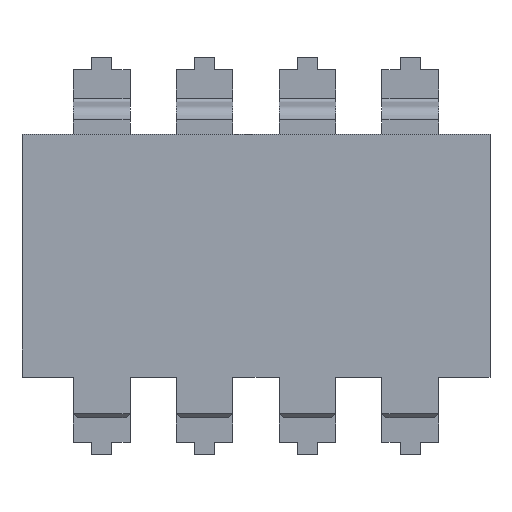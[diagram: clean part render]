
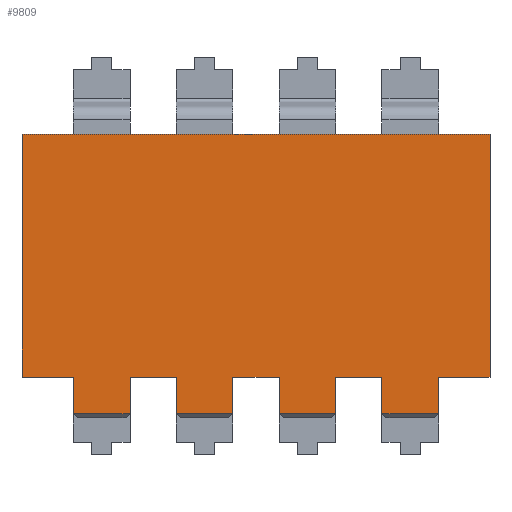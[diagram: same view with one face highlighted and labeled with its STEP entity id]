
A CAD part, top view. The second image highlights one B-rep face of the part: STEP entity #9809.
In plain terms, the highlighted planar face has unit normal (0, 0, 1).
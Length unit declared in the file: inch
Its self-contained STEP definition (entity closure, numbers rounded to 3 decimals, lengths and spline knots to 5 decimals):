
#160=CARTESIAN_POINT('',(0.17756,-0.11811,0.19685));
#161=VERTEX_POINT('',#160);
#170=CARTESIAN_POINT('',(0.17756,-0.15354,0.19685));
#171=VERTEX_POINT('',#170);
#172=CARTESIAN_POINT('',(0.17756,-0.15354,0.19685));
#173=DIRECTION('',(0.0,1.0,0.0));
#174=VECTOR('',#173,0.03543);
#175=LINE('',#172,#174);
#176=EDGE_CURVE('',#171,#161,#175,.T.);
#238=CARTESIAN_POINT('',(0.12244,-0.15354,0.19685));
#239=VERTEX_POINT('',#238);
#240=CARTESIAN_POINT('',(0.17756,-0.15354,0.19685));
#241=DIRECTION('',(-1.0,0.0,0.0));
#242=VECTOR('',#241,0.05512);
#243=LINE('',#240,#242);
#244=EDGE_CURVE('',#171,#239,#243,.T.);
#317=CARTESIAN_POINT('',(0.12244,-0.11811,0.19685));
#318=VERTEX_POINT('',#317);
#332=CARTESIAN_POINT('',(0.12244,-0.11811,0.19685));
#333=DIRECTION('',(0.0,-1.0,0.0));
#334=VECTOR('',#333,0.03543);
#335=LINE('',#332,#334);
#336=EDGE_CURVE('',#318,#239,#335,.T.);
#375=CARTESIAN_POINT('',(0.07756,-0.11811,0.19685));
#376=VERTEX_POINT('',#375);
#385=CARTESIAN_POINT('',(0.07756,-0.15354,0.19685));
#386=VERTEX_POINT('',#385);
#387=CARTESIAN_POINT('',(0.07756,-0.15354,0.19685));
#388=DIRECTION('',(0.0,1.0,0.0));
#389=VECTOR('',#388,0.03543);
#390=LINE('',#387,#389);
#391=EDGE_CURVE('',#386,#376,#390,.T.);
#453=CARTESIAN_POINT('',(0.02244,-0.15354,0.19685));
#454=VERTEX_POINT('',#453);
#455=CARTESIAN_POINT('',(0.07756,-0.15354,0.19685));
#456=DIRECTION('',(-1.0,0.0,0.0));
#457=VECTOR('',#456,0.05512);
#458=LINE('',#455,#457);
#459=EDGE_CURVE('',#386,#454,#458,.T.);
#532=CARTESIAN_POINT('',(0.02244,-0.11811,0.19685));
#533=VERTEX_POINT('',#532);
#547=CARTESIAN_POINT('',(0.02244,-0.11811,0.19685));
#548=DIRECTION('',(0.0,-1.0,0.0));
#549=VECTOR('',#548,0.03543);
#550=LINE('',#547,#549);
#551=EDGE_CURVE('',#533,#454,#550,.T.);
#590=CARTESIAN_POINT('',(-0.02244,-0.11811,0.19685));
#591=VERTEX_POINT('',#590);
#600=CARTESIAN_POINT('',(-0.02244,-0.15354,0.19685));
#601=VERTEX_POINT('',#600);
#602=CARTESIAN_POINT('',(-0.02244,-0.15354,0.19685));
#603=DIRECTION('',(0.0,1.0,0.0));
#604=VECTOR('',#603,0.03543);
#605=LINE('',#602,#604);
#606=EDGE_CURVE('',#601,#591,#605,.T.);
#668=CARTESIAN_POINT('',(-0.07756,-0.15354,0.19685));
#669=VERTEX_POINT('',#668);
#670=CARTESIAN_POINT('',(-0.02244,-0.15354,0.19685));
#671=DIRECTION('',(-1.0,0.0,0.0));
#672=VECTOR('',#671,0.05512);
#673=LINE('',#670,#672);
#674=EDGE_CURVE('',#601,#669,#673,.T.);
#747=CARTESIAN_POINT('',(-0.07756,-0.11811,0.19685));
#748=VERTEX_POINT('',#747);
#762=CARTESIAN_POINT('',(-0.07756,-0.11811,0.19685));
#763=DIRECTION('',(0.0,-1.0,0.0));
#764=VECTOR('',#763,0.03543);
#765=LINE('',#762,#764);
#766=EDGE_CURVE('',#748,#669,#765,.T.);
#805=CARTESIAN_POINT('',(-0.12244,-0.11811,0.19685));
#806=VERTEX_POINT('',#805);
#815=CARTESIAN_POINT('',(-0.12244,-0.15354,0.19685));
#816=VERTEX_POINT('',#815);
#817=CARTESIAN_POINT('',(-0.12244,-0.15354,0.19685));
#818=DIRECTION('',(0.0,1.0,0.0));
#819=VECTOR('',#818,0.03543);
#820=LINE('',#817,#819);
#821=EDGE_CURVE('',#816,#806,#820,.T.);
#883=CARTESIAN_POINT('',(-0.17756,-0.15354,0.19685));
#884=VERTEX_POINT('',#883);
#885=CARTESIAN_POINT('',(-0.12244,-0.15354,0.19685));
#886=DIRECTION('',(-1.0,0.0,0.0));
#887=VECTOR('',#886,0.05512);
#888=LINE('',#885,#887);
#889=EDGE_CURVE('',#816,#884,#888,.T.);
#962=CARTESIAN_POINT('',(-0.17756,-0.11811,0.19685));
#963=VERTEX_POINT('',#962);
#977=CARTESIAN_POINT('',(-0.17756,-0.11811,0.19685));
#978=DIRECTION('',(0.0,-1.0,0.0));
#979=VECTOR('',#978,0.03543);
#980=LINE('',#977,#979);
#981=EDGE_CURVE('',#963,#884,#980,.T.);
#9511=CARTESIAN_POINT('',(0.12244,-0.11811,0.19685));
#9512=DIRECTION('',(-1.0,0.0,0.0));
#9513=VECTOR('',#9512,0.04488);
#9514=LINE('',#9511,#9513);
#9515=EDGE_CURVE('',#318,#376,#9514,.T.);
#9520=CARTESIAN_POINT('',(0.02244,-0.11811,0.19685));
#9521=DIRECTION('',(-1.0,0.0,0.0));
#9522=VECTOR('',#9521,0.04488);
#9523=LINE('',#9520,#9522);
#9524=EDGE_CURVE('',#533,#591,#9523,.T.);
#9529=CARTESIAN_POINT('',(-0.07756,-0.11811,0.19685));
#9530=DIRECTION('',(-1.0,0.0,0.0));
#9531=VECTOR('',#9530,0.04488);
#9532=LINE('',#9529,#9531);
#9533=EDGE_CURVE('',#748,#806,#9532,.T.);
#9538=CARTESIAN_POINT('',(-0.22756,-0.11811,0.19685));
#9539=VERTEX_POINT('',#9538);
#9540=CARTESIAN_POINT('',(-0.17756,-0.11811,0.19685));
#9541=DIRECTION('',(-1.0,0.0,0.0));
#9542=VECTOR('',#9541,0.05);
#9543=LINE('',#9540,#9542);
#9544=EDGE_CURVE('',#963,#9539,#9543,.T.);
#9562=CARTESIAN_POINT('',(0.22756,-0.11811,0.19685));
#9563=VERTEX_POINT('',#9562);
#9570=CARTESIAN_POINT('',(0.22756,-0.11811,0.19685));
#9571=DIRECTION('',(-1.0,0.0,0.0));
#9572=VECTOR('',#9571,0.05);
#9573=LINE('',#9570,#9572);
#9574=EDGE_CURVE('',#9563,#161,#9573,.T.);
#9746=CARTESIAN_POINT('',(-0.22756,0.11811,0.19685));
#9747=VERTEX_POINT('',#9746);
#9761=CARTESIAN_POINT('',(-0.22756,0.11811,0.19685));
#9762=DIRECTION('',(0.0,-1.0,0.0));
#9763=VECTOR('',#9762,0.23622);
#9764=LINE('',#9761,#9763);
#9765=EDGE_CURVE('',#9747,#9539,#9764,.T.);
#9770=CARTESIAN_POINT('',(-0.25031,-0.16713,0.19685));
#9771=DIRECTION('',(0.0,0.0,1.0));
#9772=DIRECTION('',(1.0,0.0,0.0));
#9773=AXIS2_PLACEMENT_3D('',#9770,#9771,#9772);
#9774=PLANE('',#9773);
#9775=ORIENTED_EDGE('',*,*,#9574,.F.);
#9776=CARTESIAN_POINT('',(0.22756,0.11811,0.19685));
#9777=VERTEX_POINT('',#9776);
#9778=CARTESIAN_POINT('',(0.22756,-0.11811,0.19685));
#9779=DIRECTION('',(0.0,1.0,0.0));
#9780=VECTOR('',#9779,0.23622);
#9781=LINE('',#9778,#9780);
#9782=EDGE_CURVE('',#9563,#9777,#9781,.T.);
#9783=ORIENTED_EDGE('',*,*,#9782,.T.);
#9784=CARTESIAN_POINT('',(0.22756,0.11811,0.19685));
#9785=DIRECTION('',(-1.0,0.0,0.0));
#9786=VECTOR('',#9785,0.45512);
#9787=LINE('',#9784,#9786);
#9788=EDGE_CURVE('',#9777,#9747,#9787,.T.);
#9789=ORIENTED_EDGE('',*,*,#9788,.T.);
#9790=ORIENTED_EDGE('',*,*,#9765,.T.);
#9791=ORIENTED_EDGE('',*,*,#9544,.F.);
#9792=ORIENTED_EDGE('',*,*,#981,.T.);
#9793=ORIENTED_EDGE('',*,*,#889,.F.);
#9794=ORIENTED_EDGE('',*,*,#821,.T.);
#9795=ORIENTED_EDGE('',*,*,#9533,.F.);
#9796=ORIENTED_EDGE('',*,*,#766,.T.);
#9797=ORIENTED_EDGE('',*,*,#674,.F.);
#9798=ORIENTED_EDGE('',*,*,#606,.T.);
#9799=ORIENTED_EDGE('',*,*,#9524,.F.);
#9800=ORIENTED_EDGE('',*,*,#551,.T.);
#9801=ORIENTED_EDGE('',*,*,#459,.F.);
#9802=ORIENTED_EDGE('',*,*,#391,.T.);
#9803=ORIENTED_EDGE('',*,*,#9515,.F.);
#9804=ORIENTED_EDGE('',*,*,#336,.T.);
#9805=ORIENTED_EDGE('',*,*,#244,.F.);
#9806=ORIENTED_EDGE('',*,*,#176,.T.);
#9807=EDGE_LOOP('',(#9775,#9783,#9789,#9790,#9791,#9792,#9793,#9794,#9795,#9796,#9797,#9798,#9799,#9800,#9801,#9802,#9803,#9804,#9805,#9806));
#9808=FACE_OUTER_BOUND('',#9807,.T.);
#9809=ADVANCED_FACE('',(#9808),#9774,.T.);
